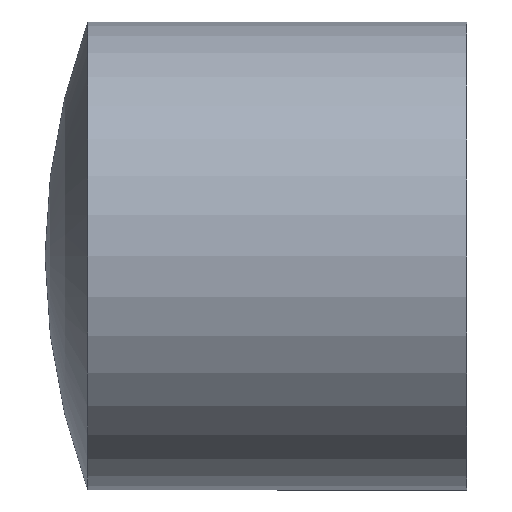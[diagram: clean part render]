
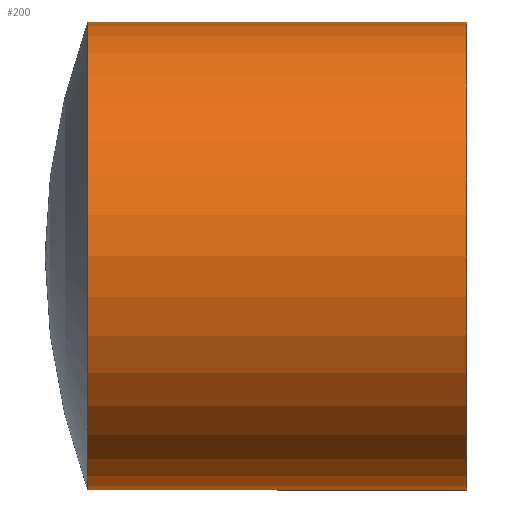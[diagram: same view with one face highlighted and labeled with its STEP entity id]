
A CAD part, left-side view. The second image highlights one B-rep face of the part: STEP entity #200.
In plain terms, the highlighted cylindrical face has radius 55 mm (diameter 110 mm), a partial arc.
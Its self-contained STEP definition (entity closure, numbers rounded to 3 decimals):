
#10 = DIRECTION ( 'NONE',  ( 0., -1., 0. ) ) ;
#16 = ORIENTED_EDGE ( 'NONE', *, *, #131, .T. ) ;
#24 = CARTESIAN_POINT ( 'NONE',  ( 0., 0., -55. ) ) ;
#27 = DIRECTION ( 'NONE',  ( 0., -1., 0. ) ) ;
#28 = CARTESIAN_POINT ( 'NONE',  ( 0., 89.159, 0. ) ) ;
#40 = VERTEX_POINT ( 'NONE', #119 ) ;
#50 = VECTOR ( 'NONE', #10, 1000. ) ;
#53 = FACE_OUTER_BOUND ( 'NONE', #68, .T. ) ;
#57 = CARTESIAN_POINT ( 'NONE',  ( 0., 0., 55. ) ) ;
#68 = EDGE_LOOP ( 'NONE', ( #269, #144, #16, #92 ) ) ;
#69 = AXIS2_PLACEMENT_3D ( 'NONE', #28, #128, #235 ) ;
#72 = LINE ( 'NONE', #174, #186 ) ;
#75 = CIRCLE ( 'NONE', #69, 55. ) ;
#79 = AXIS2_PLACEMENT_3D ( 'NONE', #105, #212, #296 ) ;
#84 = AXIS2_PLACEMENT_3D ( 'NONE', #255, #27, #127 ) ;
#90 = CIRCLE ( 'NONE', #79, 55. ) ;
#92 = ORIENTED_EDGE ( 'NONE', *, *, #210, .F. ) ;
#105 = CARTESIAN_POINT ( 'NONE',  ( 0., 0., 0. ) ) ;
#119 = CARTESIAN_POINT ( 'NONE',  ( 0., 89.159, 55. ) ) ;
#127 = DIRECTION ( 'NONE',  ( 0., 0., -1. ) ) ;
#128 = DIRECTION ( 'NONE',  ( 0., -1., 0. ) ) ;
#129 = LINE ( 'NONE', #237, #50 ) ;
#131 = EDGE_CURVE ( 'NONE', #221, #141, #72, .T. ) ;
#141 = VERTEX_POINT ( 'NONE', #24 ) ;
#144 = ORIENTED_EDGE ( 'NONE', *, *, #231, .T. ) ;
#151 = CYLINDRICAL_SURFACE ( 'NONE', #84, 55. ) ;
#174 = CARTESIAN_POINT ( 'NONE',  ( 0., 0., -55. ) ) ;
#186 = VECTOR ( 'NONE', #273, 1000. ) ;
#200 = ADVANCED_FACE ( 'NONE', ( #53 ), #151, .T. ) ;
#210 = EDGE_CURVE ( 'NONE', #245, #141, #90, .T. ) ;
#212 = DIRECTION ( 'NONE',  ( 0., -1., 0. ) ) ;
#221 = VERTEX_POINT ( 'NONE', #256 ) ;
#231 = EDGE_CURVE ( 'NONE', #40, #221, #75, .T. ) ;
#235 = DIRECTION ( 'NONE',  ( 0., 0., -1. ) ) ;
#237 = CARTESIAN_POINT ( 'NONE',  ( 0., 0., 55. ) ) ;
#245 = VERTEX_POINT ( 'NONE', #57 ) ;
#255 = CARTESIAN_POINT ( 'NONE',  ( 0., 0., 0. ) ) ;
#256 = CARTESIAN_POINT ( 'NONE',  ( 0., 89.159, -55. ) ) ;
#257 = EDGE_CURVE ( 'NONE', #40, #245, #129, .T. ) ;
#269 = ORIENTED_EDGE ( 'NONE', *, *, #257, .F. ) ;
#273 = DIRECTION ( 'NONE',  ( 0., -1., 0. ) ) ;
#296 = DIRECTION ( 'NONE',  ( 0., 0., -1. ) ) ;
